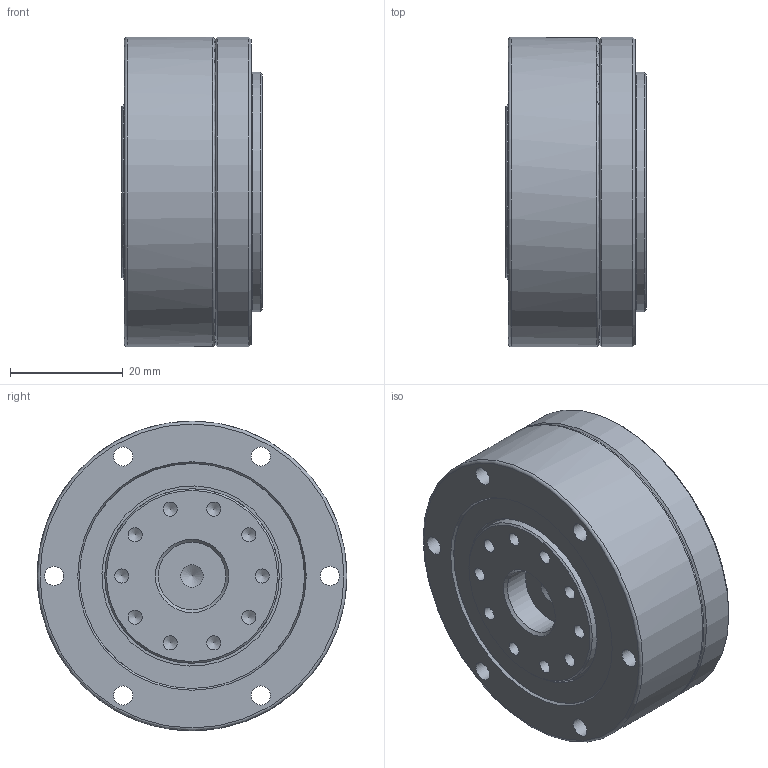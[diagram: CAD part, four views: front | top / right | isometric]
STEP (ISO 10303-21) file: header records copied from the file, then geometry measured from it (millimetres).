
FILE_DESCRIPTION(/* description */ ('STEP AP242','CAx-IF Rec.Pracs.---Representation and Presentation of Product Manufacturing Information (PMI)---4.0---2014-10-13','CAx-IF Rec.Pracs.---3D Tessellated Geometry---0.4---2014-09-14','2;1'),/* implementation_level */ '2;1');
FILE_NAME(/* name */ '68877a7ebc425d248bb65510',/* time_stamp */ '2025-07-28T13:26:23Z',/* author */ (''),/* organization */ (''),/* preprocessor_version */ 'ST-DEVELOPER v20',/* originating_system */ 'ONSHAPE BY PTC INC, 1.201',/* authorisation */ ' ');
FILE_SCHEMA (('AP242_MANAGED_MODEL_BASED_3D_ENGINEERING_MIM_LF { 1 0 10303 442 1 1 4 }'));
Length unit declared in the file: metre
Products named in the file (13): CD-14; 14-??; hexagon socket head cap screws gb_GB_FASTENER_SCREWS_HSHCS M3X10-N; 14-???? <1>; ??CD-14; ?-14????; ????????M2�6_??; CD-14???? <1>; 14-??????; ????-??-CSF-14
Assembly tree (19 placements, depth 3):
  CD-14
    14-??
    hexagon socket head cap screws gb_GB_FASTENER_SCREWS_HSHCS M3X10-N  x6
    14-???? <1>
      ??CD-14
      ?-14????
    ????????M2�6_??  x3
    CD-14???? <1>
      14-??????
      ????-??-CSF-14
      14-??????
      14-??????
    14-??
Bounding box: 25 x 55 x 55 mm (x, y, z)
Volume: 43351.1 mm3; surface area: 32136 mm2
Topology: 17 solids, 17 shells, 384 faces, 863 edges, 543 vertices
Faces by surface type: plane 168, cylinder 106, cone 73, torus 33, bspline 4
Full cylindrical faces by diameter (mm): 1.6 x3, 2 x3, 2.05 x1, 2.2 x3, 2.5 x20, 2.9 x1, 3 x6, 3.4 x18, 3.8 x3, 4.3 x3, 5 x1, 5.5 x6, 9.8 x1, 11 x3, 12 x1, 23 x1, 25.07 x1, 26.67 x2, 30 x1, 30.457 x1, 31 x2, 32 x1, 32.372 x2, 33.896 x2, 34.296 x1, 34.4 x2, 35.08 x1, 35.207 x1, 35.6 x1, 38.9 x1
Entity records: 6712 total; most frequent: CARTESIAN_POINT 1197, DIRECTION 1152, ORIENTED_EDGE 732, AXIS2_PLACEMENT_3D 535, FACE_BOUND 513, EDGE_LOOP 490, EDGE_CURVE 366, VERTEX_POINT 335
